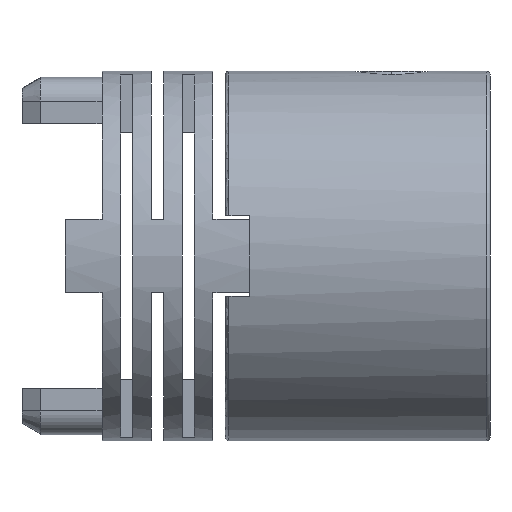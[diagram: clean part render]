
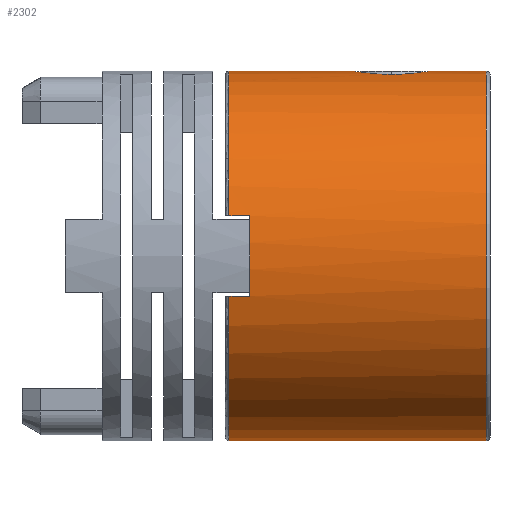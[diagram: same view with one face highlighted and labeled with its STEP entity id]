
A CAD part, left-side view. The second image highlights one B-rep face of the part: STEP entity #2302.
In plain terms, the highlighted cylindrical face has radius 15 mm (diameter 30 mm), a partial arc.
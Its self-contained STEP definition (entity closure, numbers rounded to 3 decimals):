
#45 = ORIENTED_EDGE ( 'NONE', *, *, #4626, .T. ) ;
#61 = EDGE_CURVE ( 'NONE', #4538, #1719, #2322, .T. ) ;
#218 = EDGE_CURVE ( 'NONE', #3057, #4538, #2152, .T. ) ;
#263 = VERTEX_POINT ( 'NONE', #2194 ) ;
#345 = ORIENTED_EDGE ( 'NONE', *, *, #4402, .F. ) ;
#390 = EDGE_CURVE ( 'NONE', #495, #3862, #1958, .T. ) ;
#495 = VERTEX_POINT ( 'NONE', #4800 ) ;
#511 = VECTOR ( 'NONE', #1504, 1000. ) ;
#522 = LINE ( 'NONE', #1562, #511 ) ;
#543 = CARTESIAN_POINT ( 'NONE',  ( 0., 0.3, -15. ) ) ;
#552 = CYLINDRICAL_SURFACE ( 'NONE', #2426, 15. ) ;
#558 = FACE_OUTER_BOUND ( 'NONE', #3495, .T. ) ;
#645 = CARTESIAN_POINT ( 'NONE',  ( 0., 0., 15. ) ) ;
#694 = CARTESIAN_POINT ( 'NONE',  ( -14.644, 0., 3.25 ) ) ;
#761 = EDGE_CURVE ( 'NONE', #944, #2884, #1593, .T. ) ;
#792 = DIRECTION ( 'NONE',  ( 0., -1., 0. ) ) ;
#810 = EDGE_CURVE ( 'NONE', #3554, #263, #1578, .T. ) ;
#909 = AXIS2_PLACEMENT_3D ( 'NONE', #3279, #3271, #3269 ) ;
#944 = VERTEX_POINT ( 'NONE', #3103 ) ;
#969 = ORIENTED_EDGE ( 'NONE', *, *, #761, .T. ) ;
#981 = AXIS2_PLACEMENT_3D ( 'NONE', #3714, #3708, #3706 ) ;
#1101 = CARTESIAN_POINT ( 'NONE',  ( 0., 11.025, 15. ) ) ;
#1111 = CARTESIAN_POINT ( 'NONE',  ( -0.19, 11.025, 15. ) ) ;
#1112 = CARTESIAN_POINT ( 'NONE',  ( -0.378, 11.004, 14.996 ) ) ;
#1172 = CARTESIAN_POINT ( 'NONE',  ( -2.767, 8., 14.742 ) ) ;
#1192 = CARTESIAN_POINT ( 'NONE',  ( -0.75, 10.918, 14.982 ) ) ;
#1212 = CARTESIAN_POINT ( 'NONE',  ( -0.932, 10.855, 14.972 ) ) ;
#1262 = CARTESIAN_POINT ( 'NONE',  ( -1.272, 10.693, 14.947 ) ) ;
#1270 = CARTESIAN_POINT ( 'NONE',  ( -1.434, 10.593, 14.932 ) ) ;
#1271 = CARTESIAN_POINT ( 'NONE',  ( -1.737, 10.361, 14.9 ) ) ;
#1278 = CARTESIAN_POINT ( 'NONE',  ( -1.874, 10.231, 14.883 ) ) ;
#1294 = CARTESIAN_POINT ( 'NONE',  ( -2.122, 9.948, 14.85 ) ) ;
#1299 = CARTESIAN_POINT ( 'NONE',  ( 0., 21.2, -15. ) ) ;
#1308 = CARTESIAN_POINT ( 'NONE',  ( -2.234, 9.793, 14.833 ) ) ;
#1320 = CARTESIAN_POINT ( 'NONE',  ( -2.426, 9.465, 14.803 ) ) ;
#1321 = CARTESIAN_POINT ( 'NONE',  ( -2.506, 9.294, 14.789 ) ) ;
#1325 = CARTESIAN_POINT ( 'NONE',  ( -2.636, 8.939, 14.767 ) ) ;
#1341 = CARTESIAN_POINT ( 'NONE',  ( -2.686, 8.753, 14.758 ) ) ;
#1343 = CARTESIAN_POINT ( 'NONE',  ( -2.751, 8.378, 14.746 ) ) ;
#1348 = CARTESIAN_POINT ( 'NONE',  ( -2.767, 8.19, 14.742 ) ) ;
#1356 = CARTESIAN_POINT ( 'NONE',  ( -2.767, 8., 14.742 ) ) ;
#1407 = CARTESIAN_POINT ( 'NONE',  ( 0., 21.2, 15. ) ) ;
#1474 = B_SPLINE_CURVE_WITH_KNOTS ( 'NONE', 3,
 ( #1356, #1348, #1343, #1341, #1325, #1321, #1320, #1308, #1294, #1278, #1271, #1270, #1262, #1212, #1192, #1112, #1111, #1101 ),
 .UNSPECIFIED., .F., .F.,
 ( 4, 2, 2, 2, 2, 2, 2, 2, 4 ),
 ( 0.002, 0.003, 0.003, 0.004, 0.005, 0.005, 0.006, 0.006, 0.007 ),
 .UNSPECIFIED. ) ;
#1504 = DIRECTION ( 'NONE',  ( 0., 1., 0. ) ) ;
#1552 = VECTOR ( 'NONE', #792, 1000. ) ;
#1562 = CARTESIAN_POINT ( 'NONE',  ( 0., 0., -15. ) ) ;
#1578 = LINE ( 'NONE', #694, #1552 ) ;
#1585 = VECTOR ( 'NONE', #3836, 1000. ) ;
#1593 = LINE ( 'NONE', #3833, #1585 ) ;
#1690 = ORIENTED_EDGE ( 'NONE', *, *, #61, .T. ) ;
#1719 = VERTEX_POINT ( 'NONE', #3310 ) ;
#1911 = DIRECTION ( 'NONE',  ( 0., 1., 0. ) ) ;
#1916 = DIRECTION ( 'NONE',  ( 0., 0., 1. ) ) ;
#1932 = CARTESIAN_POINT ( 'NONE',  ( 0., 0., 0. ) ) ;
#1943 = CARTESIAN_POINT ( 'NONE',  ( 0., 0.3, 0. ) ) ;
#1955 = DIRECTION ( 'NONE',  ( 0., 1., 0. ) ) ;
#1957 = DIRECTION ( 'NONE',  ( 0., 0., 1. ) ) ;
#1958 = CIRCLE ( 'NONE', #4558, 15. ) ;
#2152 = CIRCLE ( 'NONE', #4799, 15. ) ;
#2194 = CARTESIAN_POINT ( 'NONE',  ( -14.644, 19.5, 3.25 ) ) ;
#2302 = ADVANCED_FACE ( 'NONE', ( #558 ), #552, .T. ) ;
#2319 = VECTOR ( 'NONE', #3851, 1000. ) ;
#2322 = LINE ( 'NONE', #645, #2319 ) ;
#2368 = EDGE_CURVE ( 'NONE', #3057, #3862, #522, .T. ) ;
#2426 = AXIS2_PLACEMENT_3D ( 'NONE', #1932, #1911, #1916 ) ;
#2443 = CARTESIAN_POINT ( 'NONE',  ( -14.644, 21.2, 3.25 ) ) ;
#2464 = VERTEX_POINT ( 'NONE', #1172 ) ;
#2548 = B_SPLINE_CURVE_WITH_KNOTS ( 'NONE', 3,
 ( #3987, #4002, #3981, #3976, #3974, #3966, #3959, #3954, #3950, #3937, #3931, #3921, #3916, #3914, #3910, #3909, #3898, #3892 ),
 .UNSPECIFIED., .F., .F.,
 ( 4, 2, 2, 2, 2, 2, 2, 2, 4 ),
 ( 0.016, 0.016, 0.017, 0.018, 0.018, 0.019, 0.019, 0.02, 0.02 ),
 .UNSPECIFIED. ) ;
#2574 = ORIENTED_EDGE ( 'NONE', *, *, #390, .T. ) ;
#2770 = ORIENTED_EDGE ( 'NONE', *, *, #2892, .T. ) ;
#2818 = ORIENTED_EDGE ( 'NONE', *, *, #810, .T. ) ;
#2829 = ORIENTED_EDGE ( 'NONE', *, *, #2368, .F. ) ;
#2884 = VERTEX_POINT ( 'NONE', #1407 ) ;
#2892 = EDGE_CURVE ( 'NONE', #2464, #944, #1474, .T. ) ;
#2942 = ORIENTED_EDGE ( 'NONE', *, *, #4670, .T. ) ;
#3057 = VERTEX_POINT ( 'NONE', #543 ) ;
#3103 = CARTESIAN_POINT ( 'NONE',  ( 0., 11.025, 15. ) ) ;
#3231 = CARTESIAN_POINT ( 'NONE',  ( -14.644, 0., -3.25 ) ) ;
#3243 = DIRECTION ( 'NONE',  ( 0., 1., 0. ) ) ;
#3269 = DIRECTION ( 'NONE',  ( 0., 0., -1. ) ) ;
#3271 = DIRECTION ( 'NONE',  ( 0., -1., 0. ) ) ;
#3279 = CARTESIAN_POINT ( 'NONE',  ( 0., 21.2, 0. ) ) ;
#3310 = CARTESIAN_POINT ( 'NONE',  ( 0., 4.975, 15. ) ) ;
#3377 = CARTESIAN_POINT ( 'NONE',  ( 0., 21.2, 0. ) ) ;
#3406 = DIRECTION ( 'NONE',  ( 0., -1., 0. ) ) ;
#3429 = DIRECTION ( 'NONE',  ( 0., 0., -1. ) ) ;
#3453 = CARTESIAN_POINT ( 'NONE',  ( 0., 0.3, 15. ) ) ;
#3495 = EDGE_LOOP ( 'NONE', ( #2829, #4275, #1690, #4417, #2770, #969, #45, #2818, #345, #2942, #2574 ) ) ;
#3554 = VERTEX_POINT ( 'NONE', #2443 ) ;
#3706 = DIRECTION ( 'NONE',  ( 0., 0., 1. ) ) ;
#3708 = DIRECTION ( 'NONE',  ( 0., 1., 0. ) ) ;
#3714 = CARTESIAN_POINT ( 'NONE',  ( 0., 19.5, 0. ) ) ;
#3732 = VECTOR ( 'NONE', #3243, 1000. ) ;
#3769 = LINE ( 'NONE', #3231, #3732 ) ;
#3798 = CIRCLE ( 'NONE', #909, 15. ) ;
#3833 = CARTESIAN_POINT ( 'NONE',  ( 0., 0., 15. ) ) ;
#3836 = DIRECTION ( 'NONE',  ( 0., 1., 0. ) ) ;
#3851 = DIRECTION ( 'NONE',  ( 0., 1., 0. ) ) ;
#3862 = VERTEX_POINT ( 'NONE', #1299 ) ;
#3892 = CARTESIAN_POINT ( 'NONE',  ( -2.767, 8., 14.742 ) ) ;
#3898 = CARTESIAN_POINT ( 'NONE',  ( -2.767, 7.811, 14.742 ) ) ;
#3909 = CARTESIAN_POINT ( 'NONE',  ( -2.751, 7.62, 14.746 ) ) ;
#3910 = CARTESIAN_POINT ( 'NONE',  ( -2.685, 7.247, 14.758 ) ) ;
#3914 = CARTESIAN_POINT ( 'NONE',  ( -2.637, 7.064, 14.767 ) ) ;
#3916 = CARTESIAN_POINT ( 'NONE',  ( -2.508, 6.709, 14.789 ) ) ;
#3921 = CARTESIAN_POINT ( 'NONE',  ( -2.426, 6.535, 14.803 ) ) ;
#3931 = CARTESIAN_POINT ( 'NONE',  ( -2.235, 6.209, 14.833 ) ) ;
#3934 = CIRCLE ( 'NONE', #981, 15. ) ;
#3937 = CARTESIAN_POINT ( 'NONE',  ( -2.125, 6.055, 14.849 ) ) ;
#3950 = CARTESIAN_POINT ( 'NONE',  ( -1.874, 5.769, 14.883 ) ) ;
#3954 = CARTESIAN_POINT ( 'NONE',  ( -1.736, 5.639, 14.9 ) ) ;
#3959 = CARTESIAN_POINT ( 'NONE',  ( -1.434, 5.407, 14.932 ) ) ;
#3966 = CARTESIAN_POINT ( 'NONE',  ( -1.272, 5.307, 14.947 ) ) ;
#3974 = CARTESIAN_POINT ( 'NONE',  ( -0.931, 5.145, 14.972 ) ) ;
#3976 = CARTESIAN_POINT ( 'NONE',  ( -0.748, 5.081, 14.982 ) ) ;
#3981 = CARTESIAN_POINT ( 'NONE',  ( -0.379, 4.996, 14.996 ) ) ;
#3987 = CARTESIAN_POINT ( 'NONE',  ( 0., 4.975, 15. ) ) ;
#4002 = CARTESIAN_POINT ( 'NONE',  ( -0.191, 4.975, 15. ) ) ;
#4026 = CARTESIAN_POINT ( 'NONE',  ( -14.644, 19.5, -3.25 ) ) ;
#4275 = ORIENTED_EDGE ( 'NONE', *, *, #218, .T. ) ;
#4335 = VERTEX_POINT ( 'NONE', #4026 ) ;
#4349 = EDGE_CURVE ( 'NONE', #1719, #2464, #2548, .T. ) ;
#4402 = EDGE_CURVE ( 'NONE', #4335, #263, #3934, .T. ) ;
#4417 = ORIENTED_EDGE ( 'NONE', *, *, #4349, .T. ) ;
#4538 = VERTEX_POINT ( 'NONE', #3453 ) ;
#4558 = AXIS2_PLACEMENT_3D ( 'NONE', #3377, #3406, #3429 ) ;
#4626 = EDGE_CURVE ( 'NONE', #2884, #3554, #3798, .T. ) ;
#4670 = EDGE_CURVE ( 'NONE', #4335, #495, #3769, .T. ) ;
#4799 = AXIS2_PLACEMENT_3D ( 'NONE', #1943, #1955, #1957 ) ;
#4800 = CARTESIAN_POINT ( 'NONE',  ( -14.644, 21.2, -3.25 ) ) ;
